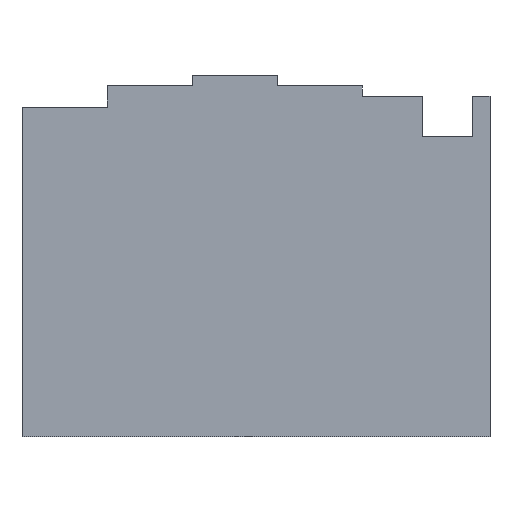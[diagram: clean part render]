
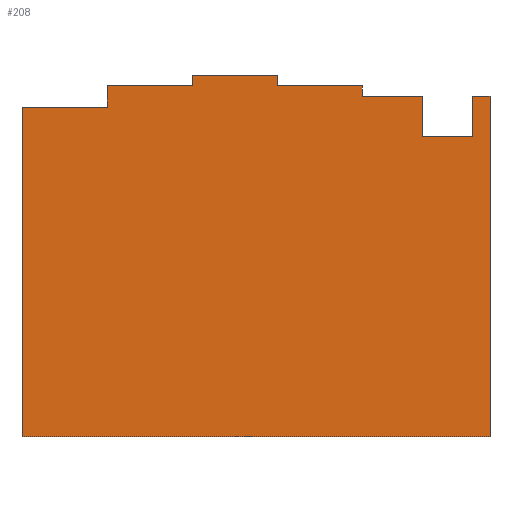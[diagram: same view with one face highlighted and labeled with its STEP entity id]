
A CAD part, top view. The second image highlights one B-rep face of the part: STEP entity #208.
In plain terms, the highlighted planar face has unit normal (0, 0, 1).
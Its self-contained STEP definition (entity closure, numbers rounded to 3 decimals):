
#32 = VERTEX_POINT('',#33);
#33 = CARTESIAN_POINT('',(1.5,1.5,1.5));
#39 = EDGE_CURVE('',#32,#40,#42,.T.);
#40 = VERTEX_POINT('',#41);
#41 = CARTESIAN_POINT('',(-92.,1.5,1.5));
#42 = LINE('',#43,#44);
#43 = CARTESIAN_POINT('',(1.5,1.5,1.5));
#44 = VECTOR('',#45,1.);
#45 = DIRECTION('',(-1.,-0.,-0.));
#189 = EDGE_CURVE('',#40,#190,#192,.T.);
#190 = VERTEX_POINT('',#191);
#191 = CARTESIAN_POINT('',(-92.,67.375,1.5));
#192 = LINE('',#193,#194);
#193 = CARTESIAN_POINT('',(-92.,1.5,1.5));
#194 = VECTOR('',#195,1.);
#195 = DIRECTION('',(0.,1.,0.));
#208 = ADVANCED_FACE('',(#209),#323,.T.);
#209 = FACE_BOUND('',#210,.T.);
#210 = EDGE_LOOP('',(#211,#212,#220,#228,#236,#244,#252,#260,#268,#276,
    #284,#292,#300,#308,#316,#322));
#211 = ORIENTED_EDGE('',*,*,#39,.F.);
#212 = ORIENTED_EDGE('',*,*,#213,.F.);
#213 = EDGE_CURVE('',#214,#32,#216,.T.);
#214 = VERTEX_POINT('',#215);
#215 = CARTESIAN_POINT('',(1.5,69.5,1.5));
#216 = LINE('',#217,#218);
#217 = CARTESIAN_POINT('',(1.5,101.5,1.5));
#218 = VECTOR('',#219,1.);
#219 = DIRECTION('',(0.,-1.,0.));
#220 = ORIENTED_EDGE('',*,*,#221,.T.);
#221 = EDGE_CURVE('',#214,#222,#224,.T.);
#222 = VERTEX_POINT('',#223);
#223 = CARTESIAN_POINT('',(-2.,69.5,1.5));
#224 = LINE('',#225,#226);
#225 = CARTESIAN_POINT('',(5.,69.5,1.5));
#226 = VECTOR('',#227,1.);
#227 = DIRECTION('',(-1.,0.,0.));
#228 = ORIENTED_EDGE('',*,*,#229,.F.);
#229 = EDGE_CURVE('',#230,#222,#232,.T.);
#230 = VERTEX_POINT('',#231);
#231 = CARTESIAN_POINT('',(-2.,61.5,1.5));
#232 = LINE('',#233,#234);
#233 = CARTESIAN_POINT('',(-2.,61.5,1.5));
#234 = VECTOR('',#235,1.);
#235 = DIRECTION('',(0.,1.,0.));
#236 = ORIENTED_EDGE('',*,*,#237,.F.);
#237 = EDGE_CURVE('',#238,#230,#240,.T.);
#238 = VERTEX_POINT('',#239);
#239 = CARTESIAN_POINT('',(-12.,61.5,1.5));
#240 = LINE('',#241,#242);
#241 = CARTESIAN_POINT('',(-12.,61.5,1.5));
#242 = VECTOR('',#243,1.);
#243 = DIRECTION('',(1.,0.,0.));
#244 = ORIENTED_EDGE('',*,*,#245,.F.);
#245 = EDGE_CURVE('',#246,#238,#248,.T.);
#246 = VERTEX_POINT('',#247);
#247 = CARTESIAN_POINT('',(-12.,69.5,1.5));
#248 = LINE('',#249,#250);
#249 = CARTESIAN_POINT('',(-12.,69.5,1.5));
#250 = VECTOR('',#251,1.);
#251 = DIRECTION('',(-0.,-1.,-0.));
#252 = ORIENTED_EDGE('',*,*,#253,.F.);
#253 = EDGE_CURVE('',#254,#246,#256,.T.);
#254 = VERTEX_POINT('',#255);
#255 = CARTESIAN_POINT('',(-24.,69.5,1.5));
#256 = LINE('',#257,#258);
#257 = CARTESIAN_POINT('',(-24.,69.5,1.5));
#258 = VECTOR('',#259,1.);
#259 = DIRECTION('',(1.,0.,0.));
#260 = ORIENTED_EDGE('',*,*,#261,.F.);
#261 = EDGE_CURVE('',#262,#254,#264,.T.);
#262 = VERTEX_POINT('',#263);
#263 = CARTESIAN_POINT('',(-24.,71.625,1.5));
#264 = LINE('',#265,#266);
#265 = CARTESIAN_POINT('',(-24.,71.625,1.5));
#266 = VECTOR('',#267,1.);
#267 = DIRECTION('',(-0.,-1.,-0.));
#268 = ORIENTED_EDGE('',*,*,#269,.F.);
#269 = EDGE_CURVE('',#270,#262,#272,.T.);
#270 = VERTEX_POINT('',#271);
#271 = CARTESIAN_POINT('',(-41.,71.625,1.5));
#272 = LINE('',#273,#274);
#273 = CARTESIAN_POINT('',(-41.,71.625,1.5));
#274 = VECTOR('',#275,1.);
#275 = DIRECTION('',(1.,0.,0.));
#276 = ORIENTED_EDGE('',*,*,#277,.F.);
#277 = EDGE_CURVE('',#278,#270,#280,.T.);
#278 = VERTEX_POINT('',#279);
#279 = CARTESIAN_POINT('',(-41.,73.75,1.5));
#280 = LINE('',#281,#282);
#281 = CARTESIAN_POINT('',(-41.,73.75,1.5));
#282 = VECTOR('',#283,1.);
#283 = DIRECTION('',(-0.,-1.,-0.));
#284 = ORIENTED_EDGE('',*,*,#285,.T.);
#285 = EDGE_CURVE('',#278,#286,#288,.T.);
#286 = VERTEX_POINT('',#287);
#287 = CARTESIAN_POINT('',(-58.,73.75,1.5));
#288 = LINE('',#289,#290);
#289 = CARTESIAN_POINT('',(-41.,73.75,1.5));
#290 = VECTOR('',#291,1.);
#291 = DIRECTION('',(-1.,-0.,-0.));
#292 = ORIENTED_EDGE('',*,*,#293,.T.);
#293 = EDGE_CURVE('',#286,#294,#296,.T.);
#294 = VERTEX_POINT('',#295);
#295 = CARTESIAN_POINT('',(-58.,71.625,1.5));
#296 = LINE('',#297,#298);
#297 = CARTESIAN_POINT('',(-58.,73.75,1.5));
#298 = VECTOR('',#299,1.);
#299 = DIRECTION('',(-0.,-1.,-0.));
#300 = ORIENTED_EDGE('',*,*,#301,.F.);
#301 = EDGE_CURVE('',#302,#294,#304,.T.);
#302 = VERTEX_POINT('',#303);
#303 = CARTESIAN_POINT('',(-75.,71.625,1.5));
#304 = LINE('',#305,#306);
#305 = CARTESIAN_POINT('',(-75.,71.625,1.5));
#306 = VECTOR('',#307,1.);
#307 = DIRECTION('',(1.,0.,0.));
#308 = ORIENTED_EDGE('',*,*,#309,.F.);
#309 = EDGE_CURVE('',#310,#302,#312,.T.);
#310 = VERTEX_POINT('',#311);
#311 = CARTESIAN_POINT('',(-75.,67.375,1.5));
#312 = LINE('',#313,#314);
#313 = CARTESIAN_POINT('',(-75.,67.375,1.5));
#314 = VECTOR('',#315,1.);
#315 = DIRECTION('',(0.,1.,0.));
#316 = ORIENTED_EDGE('',*,*,#317,.F.);
#317 = EDGE_CURVE('',#190,#310,#318,.T.);
#318 = LINE('',#319,#320);
#319 = CARTESIAN_POINT('',(-92.,67.375,1.5));
#320 = VECTOR('',#321,1.);
#321 = DIRECTION('',(1.,0.,0.));
#322 = ORIENTED_EDGE('',*,*,#189,.F.);
#323 = PLANE('',#324);
#324 = AXIS2_PLACEMENT_3D('',#325,#326,#327);
#325 = CARTESIAN_POINT('',(1.5,38.417,1.5));
#326 = DIRECTION('',(0.,0.,1.));
#327 = DIRECTION('',(1.,0.,0.));
